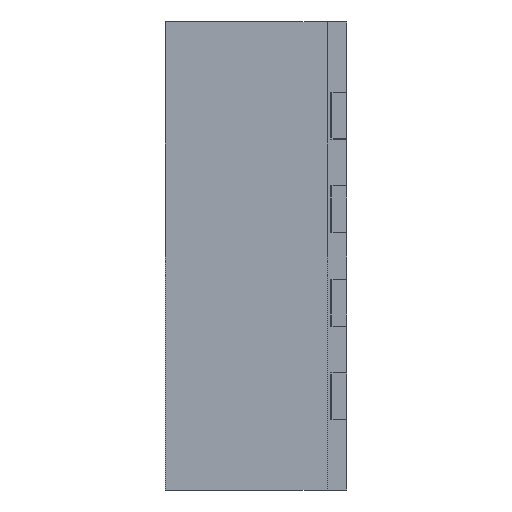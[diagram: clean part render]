
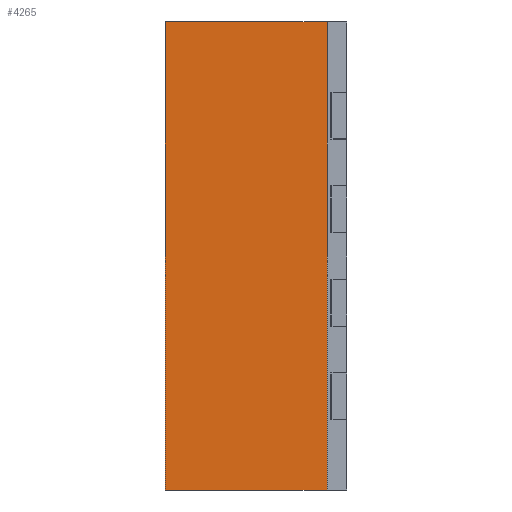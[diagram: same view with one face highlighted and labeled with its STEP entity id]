
A CAD part, left-side view. The second image highlights one B-rep face of the part: STEP entity #4265.
In plain terms, the highlighted planar face has unit normal (-1, 0, 0).
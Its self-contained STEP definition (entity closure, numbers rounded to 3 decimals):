
#143 = LINE ( 'NONE', #3113, #4123 ) ;
#230 = AXIS2_PLACEMENT_3D ( 'NONE', #1411, #2985, #683 ) ;
#405 = DIRECTION ( 'NONE',  ( 0., 1., 0. ) ) ;
#552 = DIRECTION ( 'NONE',  ( 0., 0., 1. ) ) ;
#569 = VERTEX_POINT ( 'NONE', #2767 ) ;
#570 = CARTESIAN_POINT ( 'NONE',  ( -1.5, 0.105, 1.25 ) ) ;
#683 = DIRECTION ( 'NONE',  ( 0., 0., -1. ) ) ;
#1044 = EDGE_CURVE ( 'NONE', #3945, #1504, #4633, .T. ) ;
#1369 = VECTOR ( 'NONE', #405, 1000. ) ;
#1381 = EDGE_CURVE ( 'NONE', #3530, #1504, #1891, .T. ) ;
#1411 = CARTESIAN_POINT ( 'NONE',  ( -1.5, 5.845, -1.25 ) ) ;
#1504 = VERTEX_POINT ( 'NONE', #2820 ) ;
#1758 = CARTESIAN_POINT ( 'NONE',  ( -1.5, 5.845, -1.25 ) ) ;
#1788 = FACE_OUTER_BOUND ( 'NONE', #3873, .T. ) ;
#1796 = PLANE ( 'NONE',  #230 ) ;
#1829 = ORIENTED_EDGE ( 'NONE', *, *, #1971, .T. ) ;
#1891 = LINE ( 'NONE', #4065, #3231 ) ;
#1971 = EDGE_CURVE ( 'NONE', #569, #3945, #143, .T. ) ;
#2001 = DIRECTION ( 'NONE',  ( 0., 0., 1. ) ) ;
#2403 = EDGE_CURVE ( 'NONE', #569, #3530, #4307, .T. ) ;
#2767 = CARTESIAN_POINT ( 'NONE',  ( -1.5, 0.105, -1.25 ) ) ;
#2820 = CARTESIAN_POINT ( 'NONE',  ( -1.5, 0.97, 1.25 ) ) ;
#2985 = DIRECTION ( 'NONE',  ( 1., 0., 0. ) ) ;
#3038 = ORIENTED_EDGE ( 'NONE', *, *, #2403, .F. ) ;
#3113 = CARTESIAN_POINT ( 'NONE',  ( -1.5, 0.105, 0. ) ) ;
#3231 = VECTOR ( 'NONE', #552, 1000. ) ;
#3329 = ORIENTED_EDGE ( 'NONE', *, *, #1381, .F. ) ;
#3530 = VERTEX_POINT ( 'NONE', #3950 ) ;
#3547 = ORIENTED_EDGE ( 'NONE', *, *, #1044, .T. ) ;
#3824 = VECTOR ( 'NONE', #4441, 1000. ) ;
#3873 = EDGE_LOOP ( 'NONE', ( #3329, #3038, #1829, #3547 ) ) ;
#3945 = VERTEX_POINT ( 'NONE', #570 ) ;
#3950 = CARTESIAN_POINT ( 'NONE',  ( -1.5, 0.97, -1.25 ) ) ;
#4065 = CARTESIAN_POINT ( 'NONE',  ( -1.5, 0.97, -1.25 ) ) ;
#4123 = VECTOR ( 'NONE', #2001, 1000. ) ;
#4265 = ADVANCED_FACE ( 'NONE', ( #1788 ), #1796, .F. ) ;
#4307 = LINE ( 'NONE', #1758, #3824 ) ;
#4441 = DIRECTION ( 'NONE',  ( 0., 1., 0. ) ) ;
#4633 = LINE ( 'NONE', #4643, #1369 ) ;
#4643 = CARTESIAN_POINT ( 'NONE',  ( -1.5, 5.845, 1.25 ) ) ;
